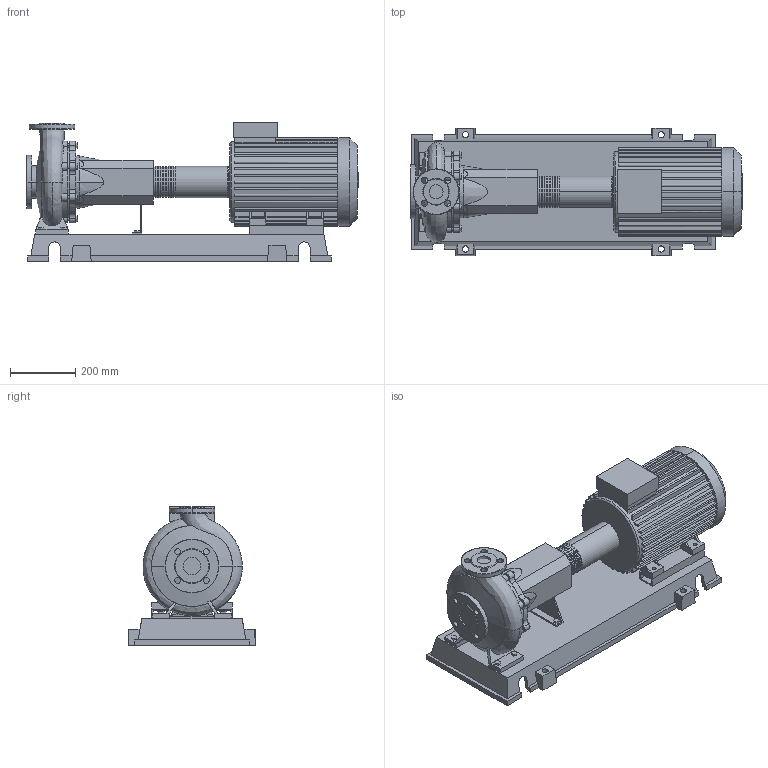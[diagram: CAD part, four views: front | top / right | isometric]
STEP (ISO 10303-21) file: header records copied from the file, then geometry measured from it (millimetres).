
FILE_DESCRIPTION((''),'2;1');
FILE_NAME('3d_NL32_200B-7.5-2-12-4110578.stp','2015-03-02T14:58:03',(''),(''),'Mechanical Desktop 2009','Mechanical Desktop 2009',', , ');
FILE_SCHEMA(('CONFIG_CONTROL_DESIGN'));
Length unit declared in the file: millimetre
Products named in the file (1): Product
Bounding box: 1017.5 x 390 x 425 mm (x, y, z)
Volume: 39910150.3 mm3; surface area: 2597576.3 mm2
Topology: 13 solids, 13 shells, 826 faces, 2205 edges, 1453 vertices
Faces by surface type: plane 424, cylinder 200, bspline 182, cone 10, torus 10
Entity records: 29774 total; most frequent: CARTESIAN_POINT 9204, ORIENTED_EDGE 4412, DIRECTION 4023, EDGE_CURVE 2206, VERTEX_POINT 1452, VECTOR 1419, LINE 1419, AXIS2_PLACEMENT_3D 1302
